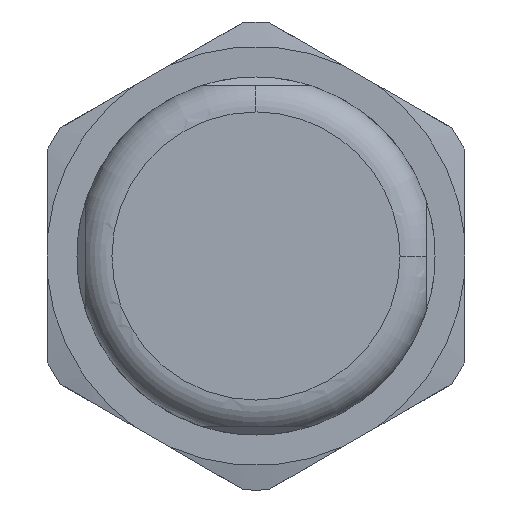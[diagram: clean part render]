
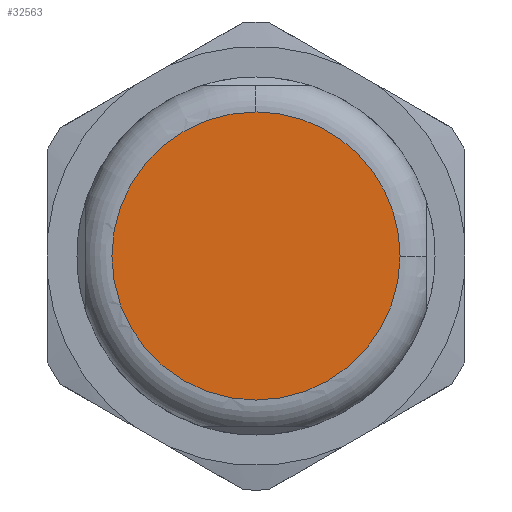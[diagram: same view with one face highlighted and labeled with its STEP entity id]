
A CAD part, front view. The second image highlights one B-rep face of the part: STEP entity #32563.
In plain terms, the highlighted planar face has unit normal (0, -1, 0).
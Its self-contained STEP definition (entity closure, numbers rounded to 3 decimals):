
#13214=CARTESIAN_POINT('',(0.,-38.55,0.));
#13215=DIRECTION('',(0.,-1.,0.));
#13216=DIRECTION('',(0.,0.,1.));
#13217=AXIS2_PLACEMENT_3D('',#13214,#13215,#13216);
#13296=CARTESIAN_POINT('',(0.,-38.55,0.));
#13297=DIRECTION('',(0.,-1.,0.));
#13298=DIRECTION('',(1.,0.,-0.005));
#13299=AXIS2_PLACEMENT_3D('',#13296,#13297,#13298);
#14946=CARTESIAN_POINT('',(0.,-38.55,8.25));
#14947=VERTEX_POINT('',#14946);
#14948=CARTESIAN_POINT('',(8.25,-38.55,
-0.044));
#14949=VERTEX_POINT('',#14948);
#32553=CARTESIAN_POINT('',(0.,-38.55,0.));
#32554=DIRECTION('',(0.,-1.,0.));
#32555=DIRECTION('',(-1.,0.,0.));
#32556=AXIS2_PLACEMENT_3D('',#32553,#32554,#32555);
#32557=PLANE('',#32556);
#32558=ORIENTED_EDGE('',*,*,#32532,.F.);
#32560=ORIENTED_EDGE('',*,*,#32559,.F.);
#32561=EDGE_LOOP('',(#32558,#32560));
#32562=FACE_OUTER_BOUND('',#32561,.F.);
#32563=ADVANCED_FACE('',(#32562),#32557,.T.);
#13218=CIRCLE('',#13217,8.25);
#13300=CIRCLE('',#13299,8.25);
#32532=EDGE_CURVE('',#14947,#14949,#13218,.T.);
#32559=EDGE_CURVE('',#14949,#14947,#13300,.T.);
